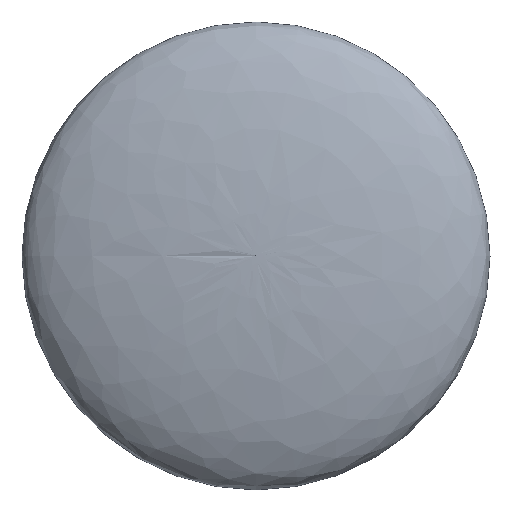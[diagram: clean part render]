
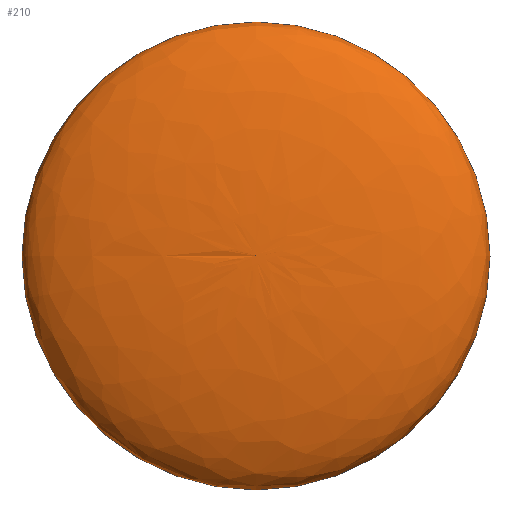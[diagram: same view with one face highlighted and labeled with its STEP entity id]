
A CAD part, top view. The second image highlights one B-rep face of the part: STEP entity #210.
In plain terms, the highlighted free-form (B-spline) face has degree [2, 2] with [5, 9] control points.
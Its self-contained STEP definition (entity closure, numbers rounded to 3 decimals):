
#15=(
BOUNDED_CURVE()
B_SPLINE_CURVE(2,(#794,#795,#796),.UNSPECIFIED.,.F.,.F.)
B_SPLINE_CURVE_WITH_KNOTS((3,3),(-1.571,0.),.UNSPECIFIED.)
CURVE()
GEOMETRIC_REPRESENTATION_ITEM()
RATIONAL_B_SPLINE_CURVE((1.,0.707,1.))
REPRESENTATION_ITEM('')
);
#16=(
BOUNDED_SURFACE()
B_SPLINE_SURFACE(2,2,((#748,#749,#750,#751,#752,#753,#754,#755,#756),(#757,
#758,#759,#760,#761,#762,#763,#764,#765),(#766,#767,#768,#769,#770,#771,
#772,#773,#774),(#775,#776,#777,#778,#779,#780,#781,#782,#783),(#784,#785,
#786,#787,#788,#789,#790,#791,#792)),.UNSPECIFIED.,.F.,.T.,.F.)
B_SPLINE_SURFACE_WITH_KNOTS((3,2,3),(3,2,2,2,3),(-1.571,0.,1.571),
(0.,1.571,3.142,4.712,6.283),
 .UNSPECIFIED.)
GEOMETRIC_REPRESENTATION_ITEM()
RATIONAL_B_SPLINE_SURFACE(((1.,0.707,1.,0.707,1.,
0.707,1.,0.707,1.),(0.707,0.5,0.707,
0.5,0.707,0.5,0.707,0.5,0.707),(1.,
0.707,1.,0.707,1.,0.707,1.,0.707,
1.),(0.707,0.5,0.707,0.5,0.707,0.5,
0.707,0.5,0.707),(1.,0.707,1.,0.707,
1.,0.707,1.,0.707,1.)))
REPRESENTATION_ITEM('')
SURFACE()
);
#37=FACE_OUTER_BOUND('',#51,.T.);
#51=EDGE_LOOP('',(#187,#188,#189,#190));
#55=CIRCLE('',#238,28.5);
#56=CIRCLE('',#239,28.5);
#107=VERTEX_POINT('',#744);
#108=VERTEX_POINT('',#745);
#109=VERTEX_POINT('',#793);
#134=EDGE_CURVE('',#107,#108,#55,.T.);
#135=EDGE_CURVE('',#108,#107,#56,.T.);
#136=EDGE_CURVE('',#109,#108,#15,.T.);
#187=ORIENTED_EDGE('',*,*,#136,.T.);
#188=ORIENTED_EDGE('',*,*,#135,.T.);
#189=ORIENTED_EDGE('',*,*,#134,.T.);
#190=ORIENTED_EDGE('',*,*,#136,.F.);
#210=ADVANCED_FACE('',(#37),#16,.F.);
#238=AXIS2_PLACEMENT_3D('',#746,#285,#286);
#239=AXIS2_PLACEMENT_3D('',#747,#287,#288);
#285=DIRECTION('center_axis',(0.,0.,1.));
#286=DIRECTION('ref_axis',(0.,1.,0.));
#287=DIRECTION('center_axis',(0.,0.,1.));
#288=DIRECTION('ref_axis',(0.,1.,0.));
#744=CARTESIAN_POINT('',(0.,-28.5,2.));
#745=CARTESIAN_POINT('',(-28.5,0.,2.));
#746=CARTESIAN_POINT('Origin',(0.,0.,2.));
#747=CARTESIAN_POINT('Origin',(0.,0.,2.));
#748=CARTESIAN_POINT('Ctrl Pts',(0.,0.,
-5.125));
#749=CARTESIAN_POINT('Ctrl Pts',(0.,0.,
-5.125));
#750=CARTESIAN_POINT('Ctrl Pts',(0.,0.,
-5.125));
#751=CARTESIAN_POINT('Ctrl Pts',(0.,0.,
-5.125));
#752=CARTESIAN_POINT('Ctrl Pts',(0.,0.,
-5.125));
#753=CARTESIAN_POINT('Ctrl Pts',(0.,0.,
-5.125));
#754=CARTESIAN_POINT('Ctrl Pts',(0.,0.,
-5.125));
#755=CARTESIAN_POINT('Ctrl Pts',(0.,0.,
-5.125));
#756=CARTESIAN_POINT('Ctrl Pts',(0.,0.,
-5.125));
#757=CARTESIAN_POINT('Ctrl Pts',(-28.5,0.,-5.125));
#758=CARTESIAN_POINT('Ctrl Pts',(-28.5,-28.5,-5.125));
#759=CARTESIAN_POINT('Ctrl Pts',(0.,-28.5,-5.125));
#760=CARTESIAN_POINT('Ctrl Pts',(28.5,-28.5,-5.125));
#761=CARTESIAN_POINT('Ctrl Pts',(28.5,0.,-5.125));
#762=CARTESIAN_POINT('Ctrl Pts',(28.5,28.5,-5.125));
#763=CARTESIAN_POINT('Ctrl Pts',(0.,28.5,-5.125));
#764=CARTESIAN_POINT('Ctrl Pts',(-28.5,28.5,-5.125));
#765=CARTESIAN_POINT('Ctrl Pts',(-28.5,0.,-5.125));
#766=CARTESIAN_POINT('Ctrl Pts',(-28.5,0.,2.));
#767=CARTESIAN_POINT('Ctrl Pts',(-28.5,-28.5,2.));
#768=CARTESIAN_POINT('Ctrl Pts',(0.,-28.5,2.));
#769=CARTESIAN_POINT('Ctrl Pts',(28.5,-28.5,2.));
#770=CARTESIAN_POINT('Ctrl Pts',(28.5,0.,2.));
#771=CARTESIAN_POINT('Ctrl Pts',(28.5,28.5,2.));
#772=CARTESIAN_POINT('Ctrl Pts',(0.,28.5,2.));
#773=CARTESIAN_POINT('Ctrl Pts',(-28.5,28.5,2.));
#774=CARTESIAN_POINT('Ctrl Pts',(-28.5,0.,2.));
#775=CARTESIAN_POINT('Ctrl Pts',(-28.5,0.,9.125));
#776=CARTESIAN_POINT('Ctrl Pts',(-28.5,-28.5,9.125));
#777=CARTESIAN_POINT('Ctrl Pts',(0.,-28.5,9.125));
#778=CARTESIAN_POINT('Ctrl Pts',(28.5,-28.5,9.125));
#779=CARTESIAN_POINT('Ctrl Pts',(28.5,0.,9.125));
#780=CARTESIAN_POINT('Ctrl Pts',(28.5,28.5,9.125));
#781=CARTESIAN_POINT('Ctrl Pts',(0.,28.5,9.125));
#782=CARTESIAN_POINT('Ctrl Pts',(-28.5,28.5,9.125));
#783=CARTESIAN_POINT('Ctrl Pts',(-28.5,0.,9.125));
#784=CARTESIAN_POINT('Ctrl Pts',(0.,0.,
9.125));
#785=CARTESIAN_POINT('Ctrl Pts',(0.,0.,
9.125));
#786=CARTESIAN_POINT('Ctrl Pts',(0.,0.,
9.125));
#787=CARTESIAN_POINT('Ctrl Pts',(0.,0.,
9.125));
#788=CARTESIAN_POINT('Ctrl Pts',(0.,0.,
9.125));
#789=CARTESIAN_POINT('Ctrl Pts',(0.,0.,
9.125));
#790=CARTESIAN_POINT('Ctrl Pts',(0.,0.,
9.125));
#791=CARTESIAN_POINT('Ctrl Pts',(0.,0.,
9.125));
#792=CARTESIAN_POINT('Ctrl Pts',(0.,0.,
9.125));
#793=CARTESIAN_POINT('',(0.,0.,9.125));
#794=CARTESIAN_POINT('Ctrl Pts',(0.,0.,
9.125));
#795=CARTESIAN_POINT('Ctrl Pts',(-28.5,0.,9.125));
#796=CARTESIAN_POINT('Ctrl Pts',(-28.5,0.,2.));
